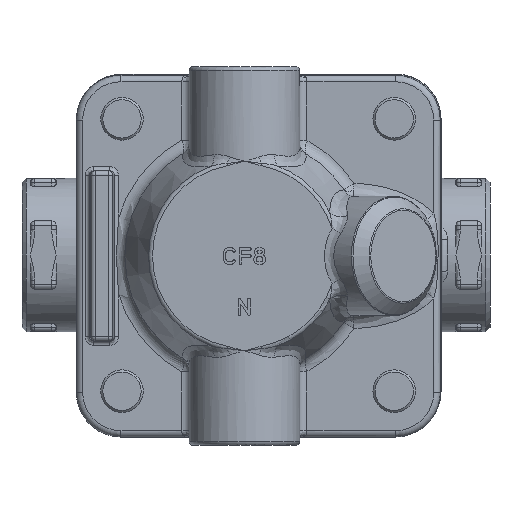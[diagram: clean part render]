
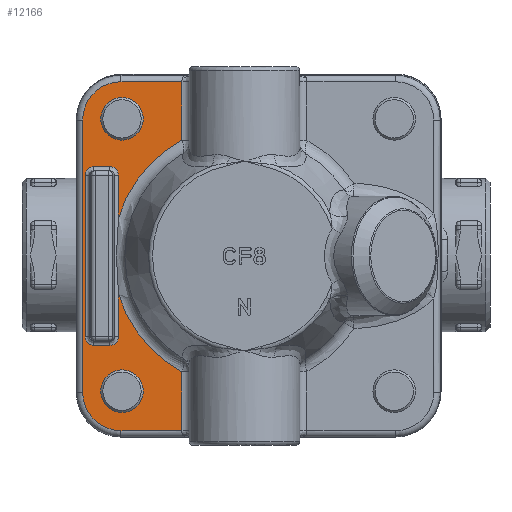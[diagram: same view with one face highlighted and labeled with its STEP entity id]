
A CAD part, front view. The second image highlights one B-rep face of the part: STEP entity #12166.
In plain terms, the highlighted planar face has unit normal (0, -1, 0).
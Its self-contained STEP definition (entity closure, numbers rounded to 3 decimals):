
#796=FACE_BOUND('',#3428,.T.);
#797=FACE_BOUND('',#3429,.T.);
#826=ELLIPSE('',#13023,2.01,2.);
#827=ELLIPSE('',#13024,2.01,2.);
#828=ELLIPSE('',#13025,2.01,2.);
#829=ELLIPSE('',#13026,2.01,2.);
#938=LINE('',#17896,#1660);
#939=LINE('',#17898,#1661);
#940=LINE('',#17902,#1662);
#941=LINE('',#17906,#1663);
#942=LINE('',#17908,#1664);
#943=LINE('',#17912,#1665);
#944=LINE('',#17916,#1666);
#945=LINE('',#17920,#1667);
#946=LINE('',#17924,#1668);
#947=LINE('',#17927,#1669);
#1660=VECTOR('',#14421,10.);
#1661=VECTOR('',#14422,10.);
#1662=VECTOR('',#14425,10.);
#1663=VECTOR('',#14428,10.);
#1664=VECTOR('',#14429,10.);
#1665=VECTOR('',#14432,10.);
#1666=VECTOR('',#14435,10.);
#1667=VECTOR('',#14438,10.);
#1668=VECTOR('',#14441,10.);
#1669=VECTOR('',#14444,10.);
#2612=FACE_OUTER_BOUND('',#3427,.T.);
#3427=EDGE_LOOP('',(#8037,#8038,#8039,#8040,#8041,#8042,#8043,#8044,#8045,
#8046,#8047,#8048,#8049,#8050,#8051,#8052,#8053,#8054));
#3428=EDGE_LOOP('',(#8055));
#3429=EDGE_LOOP('',(#8056));
#4271=CIRCLE('',#13019,30.906);
#4272=CIRCLE('',#13020,9.);
#4273=CIRCLE('',#13021,9.);
#4274=CIRCLE('',#13022,30.906);
#4275=CIRCLE('',#13027,5.);
#4276=CIRCLE('',#13028,5.);
#4932=VERTEX_POINT('',#17892);
#4933=VERTEX_POINT('',#17893);
#4934=VERTEX_POINT('',#17895);
#4935=VERTEX_POINT('',#17897);
#4936=VERTEX_POINT('',#17899);
#4937=VERTEX_POINT('',#17901);
#4938=VERTEX_POINT('',#17903);
#4939=VERTEX_POINT('',#17905);
#4940=VERTEX_POINT('',#17907);
#4941=VERTEX_POINT('',#17909);
#4942=VERTEX_POINT('',#17911);
#4943=VERTEX_POINT('',#17913);
#4944=VERTEX_POINT('',#17915);
#4945=VERTEX_POINT('',#17917);
#4946=VERTEX_POINT('',#17919);
#4947=VERTEX_POINT('',#17921);
#4948=VERTEX_POINT('',#17923);
#4949=VERTEX_POINT('',#17925);
#4950=VERTEX_POINT('',#17928);
#4951=VERTEX_POINT('',#17930);
#6094=EDGE_CURVE('',#4932,#4933,#4271,.T.);
#6095=EDGE_CURVE('',#4934,#4932,#938,.T.);
#6096=EDGE_CURVE('',#4935,#4934,#939,.T.);
#6097=EDGE_CURVE('',#4936,#4935,#4272,.T.);
#6098=EDGE_CURVE('',#4937,#4936,#940,.T.);
#6099=EDGE_CURVE('',#4938,#4937,#4273,.T.);
#6100=EDGE_CURVE('',#4939,#4938,#941,.T.);
#6101=EDGE_CURVE('',#4940,#4939,#942,.T.);
#6102=EDGE_CURVE('',#4941,#4940,#4274,.T.);
#6103=EDGE_CURVE('',#4942,#4941,#943,.T.);
#6104=EDGE_CURVE('',#4943,#4942,#826,.T.);
#6105=EDGE_CURVE('',#4944,#4943,#944,.T.);
#6106=EDGE_CURVE('',#4945,#4944,#827,.T.);
#6107=EDGE_CURVE('',#4946,#4945,#945,.T.);
#6108=EDGE_CURVE('',#4947,#4946,#828,.T.);
#6109=EDGE_CURVE('',#4948,#4947,#946,.T.);
#6110=EDGE_CURVE('',#4949,#4948,#829,.T.);
#6111=EDGE_CURVE('',#4933,#4949,#947,.T.);
#6112=EDGE_CURVE('',#4950,#4950,#4275,.T.);
#6113=EDGE_CURVE('',#4951,#4951,#4276,.T.);
#8037=ORIENTED_EDGE('',*,*,#6094,.F.);
#8038=ORIENTED_EDGE('',*,*,#6095,.F.);
#8039=ORIENTED_EDGE('',*,*,#6096,.F.);
#8040=ORIENTED_EDGE('',*,*,#6097,.F.);
#8041=ORIENTED_EDGE('',*,*,#6098,.F.);
#8042=ORIENTED_EDGE('',*,*,#6099,.F.);
#8043=ORIENTED_EDGE('',*,*,#6100,.F.);
#8044=ORIENTED_EDGE('',*,*,#6101,.F.);
#8045=ORIENTED_EDGE('',*,*,#6102,.F.);
#8046=ORIENTED_EDGE('',*,*,#6103,.F.);
#8047=ORIENTED_EDGE('',*,*,#6104,.F.);
#8048=ORIENTED_EDGE('',*,*,#6105,.F.);
#8049=ORIENTED_EDGE('',*,*,#6106,.F.);
#8050=ORIENTED_EDGE('',*,*,#6107,.F.);
#8051=ORIENTED_EDGE('',*,*,#6108,.F.);
#8052=ORIENTED_EDGE('',*,*,#6109,.F.);
#8053=ORIENTED_EDGE('',*,*,#6110,.F.);
#8054=ORIENTED_EDGE('',*,*,#6111,.F.);
#8055=ORIENTED_EDGE('',*,*,#6112,.F.);
#8056=ORIENTED_EDGE('',*,*,#6113,.F.);
#11901=PLANE('',#13018);
#12166=ADVANCED_FACE('',(#2612,#796,#797),#11901,.T.);
#13018=AXIS2_PLACEMENT_3D('',#17891,#14417,#14418);
#13019=AXIS2_PLACEMENT_3D('',#17894,#14419,#14420);
#13020=AXIS2_PLACEMENT_3D('',#17900,#14423,#14424);
#13021=AXIS2_PLACEMENT_3D('',#17904,#14426,#14427);
#13022=AXIS2_PLACEMENT_3D('',#17910,#14430,#14431);
#13023=AXIS2_PLACEMENT_3D('',#17914,#14433,#14434);
#13024=AXIS2_PLACEMENT_3D('',#17918,#14436,#14437);
#13025=AXIS2_PLACEMENT_3D('',#17922,#14439,#14440);
#13026=AXIS2_PLACEMENT_3D('',#17926,#14442,#14443);
#13027=AXIS2_PLACEMENT_3D('',#17929,#14445,#14446);
#13028=AXIS2_PLACEMENT_3D('',#17931,#14447,#14448);
#14417=DIRECTION('center_axis',(0.,-1.,0.));
#14418=DIRECTION('ref_axis',(1.,0.,0.));
#14419=DIRECTION('center_axis',(0.,-1.,0.));
#14420=DIRECTION('ref_axis',(-1.,0.,0.));
#14421=DIRECTION('',(0.,0.,-1.));
#14422=DIRECTION('',(1.,0.,0.));
#14423=DIRECTION('center_axis',(0.,1.,0.));
#14424=DIRECTION('ref_axis',(-0.707,0.,0.707));
#14425=DIRECTION('',(0.,0.,1.));
#14426=DIRECTION('center_axis',(0.,1.,0.));
#14427=DIRECTION('ref_axis',(-0.707,0.,-0.707));
#14428=DIRECTION('',(-1.,0.,0.));
#14429=DIRECTION('',(0.,0.,-1.));
#14430=DIRECTION('center_axis',(0.,-1.,0.));
#14431=DIRECTION('ref_axis',(-1.,0.,0.));
#14432=DIRECTION('',(0.,0.,1.));
#14433=DIRECTION('center_axis',(0.,-1.,0.));
#14434=DIRECTION('ref_axis',(1.,0.,0.));
#14435=DIRECTION('',(1.,0.,0.));
#14436=DIRECTION('center_axis',(0.,-1.,0.));
#14437=DIRECTION('ref_axis',(-1.,0.,0.));
#14438=DIRECTION('',(0.,0.,-1.));
#14439=DIRECTION('center_axis',(0.,-1.,0.));
#14440=DIRECTION('ref_axis',(-1.,0.,0.));
#14441=DIRECTION('',(-1.,0.,0.));
#14442=DIRECTION('center_axis',(0.,-1.,0.));
#14443=DIRECTION('ref_axis',(1.,0.,0.));
#14444=DIRECTION('',(0.,0.,1.));
#14445=DIRECTION('center_axis',(0.,-1.,0.));
#14446=DIRECTION('ref_axis',(-1.,0.,0.));
#14447=DIRECTION('center_axis',(0.,-1.,0.));
#14448=DIRECTION('ref_axis',(-1.,0.,0.));
#17891=CARTESIAN_POINT('Origin',(-6.346,-39.666,-0.249));
#17892=CARTESIAN_POINT('',(-24.293,-39.666,26.989));
#17893=CARTESIAN_POINT('',(-39.191,-39.666,8.71));
#17894=CARTESIAN_POINT('Origin',(-9.597,-39.666,-0.199));
#17895=CARTESIAN_POINT('',(-24.293,-39.666,40.751));
#17896=CARTESIAN_POINT('',(-24.293,-39.666,-0.199));
#17897=CARTESIAN_POINT('',(-38.596,-39.666,40.751));
#17898=CARTESIAN_POINT('',(15.029,-39.666,40.751));
#17899=CARTESIAN_POINT('',(-47.596,-39.666,31.751));
#17900=CARTESIAN_POINT('Origin',(-38.596,-39.666,31.751));
#17901=CARTESIAN_POINT('',(-47.596,-39.666,-32.249));
#17902=CARTESIAN_POINT('',(-47.596,-39.666,21.001));
#17903=CARTESIAN_POINT('',(-38.596,-39.666,-41.249));
#17904=CARTESIAN_POINT('Origin',(-38.596,-39.666,-32.249));
#17905=CARTESIAN_POINT('',(-24.293,-39.666,-41.249));
#17906=CARTESIAN_POINT('',(-27.721,-39.666,-41.249));
#17907=CARTESIAN_POINT('',(-24.293,-39.666,-27.388));
#17908=CARTESIAN_POINT('',(-24.293,-39.666,-0.199));
#17909=CARTESIAN_POINT('',(-39.191,-39.666,-9.108));
#17910=CARTESIAN_POINT('Origin',(-9.597,-39.666,-0.199));
#17911=CARTESIAN_POINT('',(-39.191,-39.666,-19.199));
#17912=CARTESIAN_POINT('',(-39.191,-39.666,-0.224));
#17913=CARTESIAN_POINT('',(-41.201,-39.666,-21.199));
#17914=CARTESIAN_POINT('Origin',(-41.201,-39.666,-19.199));
#17915=CARTESIAN_POINT('',(-44.991,-39.666,-21.199));
#17916=CARTESIAN_POINT('',(-24.721,-39.666,-21.199));
#17917=CARTESIAN_POINT('',(-47.001,-39.666,-19.199));
#17918=CARTESIAN_POINT('Origin',(-44.991,-39.666,-19.199));
#17919=CARTESIAN_POINT('',(-47.001,-39.666,18.801));
#17920=CARTESIAN_POINT('',(-47.001,-39.666,-0.224));
#17921=CARTESIAN_POINT('',(-44.991,-39.666,20.801));
#17922=CARTESIAN_POINT('Origin',(-44.991,-39.666,18.801));
#17923=CARTESIAN_POINT('',(-41.201,-39.666,20.801));
#17924=CARTESIAN_POINT('',(-24.721,-39.666,20.801));
#17925=CARTESIAN_POINT('',(-39.191,-39.666,18.801));
#17926=CARTESIAN_POINT('Origin',(-41.201,-39.666,18.801));
#17927=CARTESIAN_POINT('',(-39.191,-39.666,-0.224));
#17928=CARTESIAN_POINT('',(-33.361,-39.666,-31.966));
#17929=CARTESIAN_POINT('Origin',(-38.361,-39.666,-31.966));
#17930=CARTESIAN_POINT('',(-33.361,-39.666,32.027));
#17931=CARTESIAN_POINT('Origin',(-38.361,-39.666,32.027));
